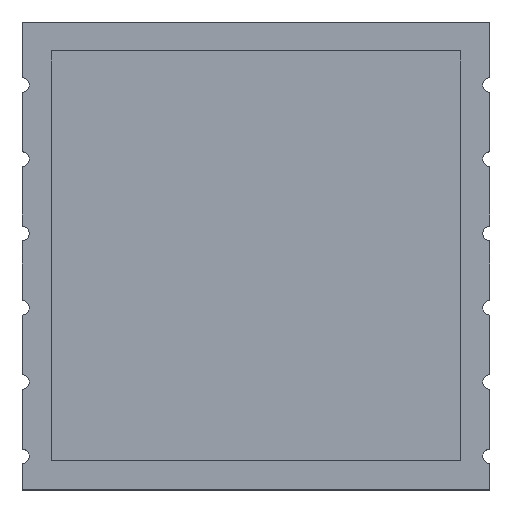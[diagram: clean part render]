
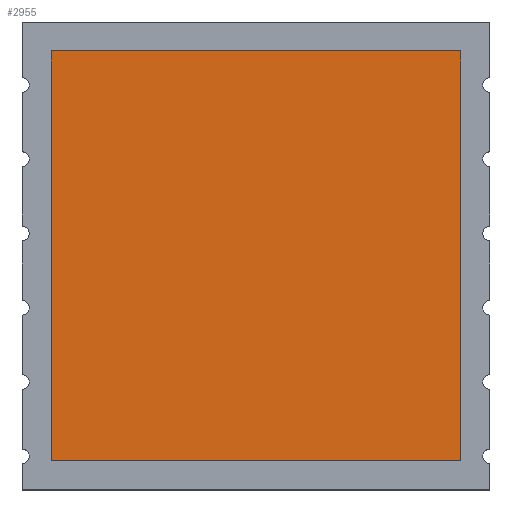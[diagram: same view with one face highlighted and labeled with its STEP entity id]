
A CAD part, top view. The second image highlights one B-rep face of the part: STEP entity #2955.
In plain terms, the highlighted planar face has unit normal (0, 0, 1).
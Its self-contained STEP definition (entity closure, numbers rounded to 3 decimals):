
#2039 = PLANE('',#2040);
#2040 = AXIS2_PLACEMENT_3D('',#2041,#2042,#2043);
#2041 = CARTESIAN_POINT('',(-7.,-7.,1.6));
#2042 = DIRECTION('',(0.,1.,0.));
#2043 = DIRECTION('',(1.,0.,0.));
#2067 = PLANE('',#2068);
#2068 = AXIS2_PLACEMENT_3D('',#2069,#2070,#2071);
#2069 = CARTESIAN_POINT('',(-7.,7.,1.6));
#2070 = DIRECTION('',(1.,0.,0.));
#2071 = DIRECTION('',(0.,-1.,0.));
#2095 = PLANE('',#2096);
#2096 = AXIS2_PLACEMENT_3D('',#2097,#2098,#2099);
#2097 = CARTESIAN_POINT('',(7.,7.,1.6));
#2098 = DIRECTION('',(0.,-1.,0.));
#2099 = DIRECTION('',(-1.,0.,0.));
#2121 = PLANE('',#2122);
#2122 = AXIS2_PLACEMENT_3D('',#2123,#2124,#2125);
#2123 = CARTESIAN_POINT('',(7.,-7.,1.6));
#2124 = DIRECTION('',(-1.,0.,0.));
#2125 = DIRECTION('',(0.,1.,0.));
#2759 = VERTEX_POINT('',#2760);
#2760 = CARTESIAN_POINT('',(-7.,-7.,6.6));
#2781 = EDGE_CURVE('',#2759,#2782,#2784,.T.);
#2782 = VERTEX_POINT('',#2783);
#2783 = CARTESIAN_POINT('',(7.,-7.,6.6));
#2784 = SURFACE_CURVE('',#2785,(#2789,#2796),.PCURVE_S1.);
#2785 = LINE('',#2786,#2787);
#2786 = CARTESIAN_POINT('',(-7.,-7.,6.6));
#2787 = VECTOR('',#2788,1.);
#2788 = DIRECTION('',(1.,0.,0.));
#2789 = PCURVE('',#2039,#2790);
#2790 = DEFINITIONAL_REPRESENTATION('',(#2791),#2795);
#2791 = LINE('',#2792,#2793);
#2792 = CARTESIAN_POINT('',(0.,-5.));
#2793 = VECTOR('',#2794,1.);
#2794 = DIRECTION('',(1.,0.));
#2795 = ( GEOMETRIC_REPRESENTATION_CONTEXT(2) 
PARAMETRIC_REPRESENTATION_CONTEXT() REPRESENTATION_CONTEXT('2D SPACE',''
  ) );
#2796 = PCURVE('',#2797,#2802);
#2797 = PLANE('',#2798);
#2798 = AXIS2_PLACEMENT_3D('',#2799,#2800,#2801);
#2799 = CARTESIAN_POINT('',(0.,0.,6.6));
#2800 = DIRECTION('',(0.,0.,1.));
#2801 = DIRECTION('',(1.,0.,0.));
#2802 = DEFINITIONAL_REPRESENTATION('',(#2803),#2807);
#2803 = LINE('',#2804,#2805);
#2804 = CARTESIAN_POINT('',(-7.,-7.));
#2805 = VECTOR('',#2806,1.);
#2806 = DIRECTION('',(1.,0.));
#2807 = ( GEOMETRIC_REPRESENTATION_CONTEXT(2) 
PARAMETRIC_REPRESENTATION_CONTEXT() REPRESENTATION_CONTEXT('2D SPACE',''
  ) );
#2835 = VERTEX_POINT('',#2836);
#2836 = CARTESIAN_POINT('',(-7.,7.,6.6));
#2857 = EDGE_CURVE('',#2835,#2759,#2858,.T.);
#2858 = SURFACE_CURVE('',#2859,(#2863,#2870),.PCURVE_S1.);
#2859 = LINE('',#2860,#2861);
#2860 = CARTESIAN_POINT('',(-7.,7.,6.6));
#2861 = VECTOR('',#2862,1.);
#2862 = DIRECTION('',(0.,-1.,0.));
#2863 = PCURVE('',#2067,#2864);
#2864 = DEFINITIONAL_REPRESENTATION('',(#2865),#2869);
#2865 = LINE('',#2866,#2867);
#2866 = CARTESIAN_POINT('',(0.,-5.));
#2867 = VECTOR('',#2868,1.);
#2868 = DIRECTION('',(1.,0.));
#2869 = ( GEOMETRIC_REPRESENTATION_CONTEXT(2) 
PARAMETRIC_REPRESENTATION_CONTEXT() REPRESENTATION_CONTEXT('2D SPACE',''
  ) );
#2870 = PCURVE('',#2797,#2871);
#2871 = DEFINITIONAL_REPRESENTATION('',(#2872),#2876);
#2872 = LINE('',#2873,#2874);
#2873 = CARTESIAN_POINT('',(-7.,7.));
#2874 = VECTOR('',#2875,1.);
#2875 = DIRECTION('',(0.,-1.));
#2876 = ( GEOMETRIC_REPRESENTATION_CONTEXT(2) 
PARAMETRIC_REPRESENTATION_CONTEXT() REPRESENTATION_CONTEXT('2D SPACE',''
  ) );
#2884 = EDGE_CURVE('',#2782,#2885,#2887,.T.);
#2885 = VERTEX_POINT('',#2886);
#2886 = CARTESIAN_POINT('',(7.,7.,6.6));
#2887 = SURFACE_CURVE('',#2888,(#2892,#2899),.PCURVE_S1.);
#2888 = LINE('',#2889,#2890);
#2889 = CARTESIAN_POINT('',(7.,-7.,6.6));
#2890 = VECTOR('',#2891,1.);
#2891 = DIRECTION('',(0.,1.,0.));
#2892 = PCURVE('',#2121,#2893);
#2893 = DEFINITIONAL_REPRESENTATION('',(#2894),#2898);
#2894 = LINE('',#2895,#2896);
#2895 = CARTESIAN_POINT('',(0.,-5.));
#2896 = VECTOR('',#2897,1.);
#2897 = DIRECTION('',(1.,0.));
#2898 = ( GEOMETRIC_REPRESENTATION_CONTEXT(2) 
PARAMETRIC_REPRESENTATION_CONTEXT() REPRESENTATION_CONTEXT('2D SPACE',''
  ) );
#2899 = PCURVE('',#2797,#2900);
#2900 = DEFINITIONAL_REPRESENTATION('',(#2901),#2905);
#2901 = LINE('',#2902,#2903);
#2902 = CARTESIAN_POINT('',(7.,-7.));
#2903 = VECTOR('',#2904,1.);
#2904 = DIRECTION('',(0.,1.));
#2905 = ( GEOMETRIC_REPRESENTATION_CONTEXT(2) 
PARAMETRIC_REPRESENTATION_CONTEXT() REPRESENTATION_CONTEXT('2D SPACE',''
  ) );
#2933 = EDGE_CURVE('',#2885,#2835,#2934,.T.);
#2934 = SURFACE_CURVE('',#2935,(#2939,#2946),.PCURVE_S1.);
#2935 = LINE('',#2936,#2937);
#2936 = CARTESIAN_POINT('',(7.,7.,6.6));
#2937 = VECTOR('',#2938,1.);
#2938 = DIRECTION('',(-1.,0.,0.));
#2939 = PCURVE('',#2095,#2940);
#2940 = DEFINITIONAL_REPRESENTATION('',(#2941),#2945);
#2941 = LINE('',#2942,#2943);
#2942 = CARTESIAN_POINT('',(0.,-5.));
#2943 = VECTOR('',#2944,1.);
#2944 = DIRECTION('',(1.,0.));
#2945 = ( GEOMETRIC_REPRESENTATION_CONTEXT(2) 
PARAMETRIC_REPRESENTATION_CONTEXT() REPRESENTATION_CONTEXT('2D SPACE',''
  ) );
#2946 = PCURVE('',#2797,#2947);
#2947 = DEFINITIONAL_REPRESENTATION('',(#2948),#2952);
#2948 = LINE('',#2949,#2950);
#2949 = CARTESIAN_POINT('',(7.,7.));
#2950 = VECTOR('',#2951,1.);
#2951 = DIRECTION('',(-1.,0.));
#2952 = ( GEOMETRIC_REPRESENTATION_CONTEXT(2) 
PARAMETRIC_REPRESENTATION_CONTEXT() REPRESENTATION_CONTEXT('2D SPACE',''
  ) );
#2955 = ADVANCED_FACE('',(#2956),#2797,.T.);
#2956 = FACE_BOUND('',#2957,.T.);
#2957 = EDGE_LOOP('',(#2958,#2959,#2960,#2961));
#2958 = ORIENTED_EDGE('',*,*,#2781,.T.);
#2959 = ORIENTED_EDGE('',*,*,#2884,.T.);
#2960 = ORIENTED_EDGE('',*,*,#2933,.T.);
#2961 = ORIENTED_EDGE('',*,*,#2857,.T.);
